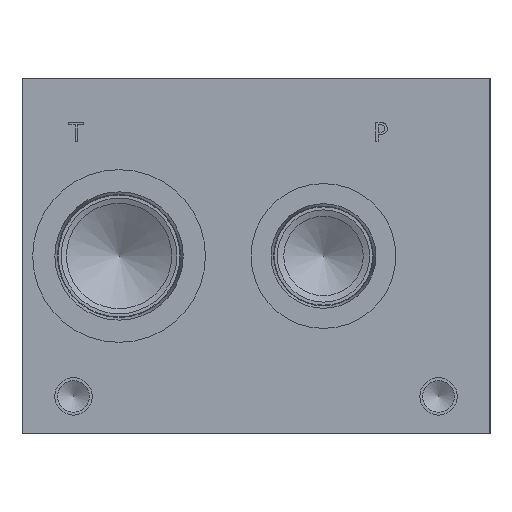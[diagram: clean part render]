
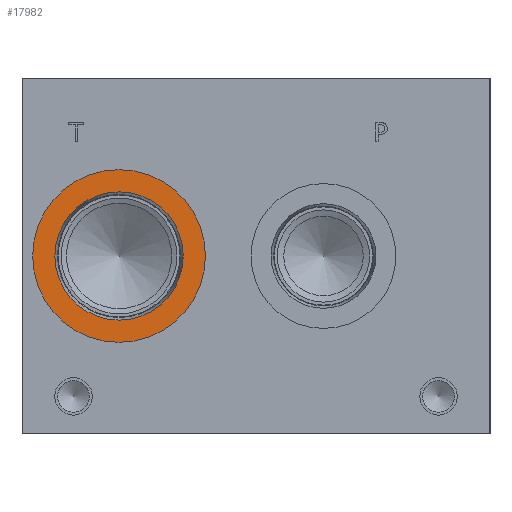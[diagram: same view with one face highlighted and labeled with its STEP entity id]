
A CAD part, left-side view. The second image highlights one B-rep face of the part: STEP entity #17982.
In plain terms, the highlighted planar face has unit normal (-1, 0, 0).
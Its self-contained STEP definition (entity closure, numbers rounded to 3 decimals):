
#853=CIRCLE('',#19094,29.286);
#854=CIRCLE('',#19095,29.286);
#855=CIRCLE('',#19097,21.755);
#856=CIRCLE('',#19098,21.755);
#1636=FACE_BOUND('',#3582,.T.);
#2514=FACE_OUTER_BOUND('',#3581,.T.);
#3581=EDGE_LOOP('',(#15315,#15316));
#3582=EDGE_LOOP('',(#15317,#15318));
#8267=VERTEX_POINT('',#30711);
#8268=VERTEX_POINT('',#30713);
#8269=VERTEX_POINT('',#30717);
#8270=VERTEX_POINT('',#30718);
#10711=EDGE_CURVE('',#8267,#8268,#853,.T.);
#10712=EDGE_CURVE('',#8268,#8267,#854,.T.);
#10713=EDGE_CURVE('',#8269,#8270,#855,.T.);
#10714=EDGE_CURVE('',#8270,#8269,#856,.T.);
#15315=ORIENTED_EDGE('',*,*,#10712,.F.);
#15316=ORIENTED_EDGE('',*,*,#10711,.F.);
#15317=ORIENTED_EDGE('',*,*,#10713,.T.);
#15318=ORIENTED_EDGE('',*,*,#10714,.T.);
#16584=PLANE('',#19096);
#17982=ADVANCED_FACE('',(#2514,#1636),#16584,.F.);
#19094=AXIS2_PLACEMENT_3D('',#30714,#22795,#22796);
#19095=AXIS2_PLACEMENT_3D('',#30715,#22797,#22798);
#19096=AXIS2_PLACEMENT_3D('',#30716,#22799,#22800);
#19097=AXIS2_PLACEMENT_3D('',#30719,#22801,#22802);
#19098=AXIS2_PLACEMENT_3D('',#30720,#22803,#22804);
#22795=DIRECTION('center_axis',(1.,0.,0.));
#22796=DIRECTION('ref_axis',(0.,0.,-1.));
#22797=DIRECTION('center_axis',(1.,0.,0.));
#22798=DIRECTION('ref_axis',(0.,0.,-1.));
#22799=DIRECTION('center_axis',(1.,0.,0.));
#22800=DIRECTION('ref_axis',(0.,0.,-1.));
#22801=DIRECTION('center_axis',(1.,0.,0.));
#22802=DIRECTION('ref_axis',(0.,0.,-1.));
#22803=DIRECTION('center_axis',(1.,0.,0.));
#22804=DIRECTION('ref_axis',(0.,0.,-1.));
#30711=CARTESIAN_POINT('',(0.787,125.832,31.039));
#30713=CARTESIAN_POINT('',(0.787,125.832,89.611));
#30714=CARTESIAN_POINT('Origin',(0.787,125.832,60.325));
#30715=CARTESIAN_POINT('Origin',(0.787,125.832,60.325));
#30716=CARTESIAN_POINT('Origin',(0.787,125.832,82.08));
#30717=CARTESIAN_POINT('',(0.787,125.832,82.08));
#30718=CARTESIAN_POINT('',(0.787,125.832,38.57));
#30719=CARTESIAN_POINT('Origin',(0.787,125.832,60.325));
#30720=CARTESIAN_POINT('Origin',(0.787,125.832,60.325));
